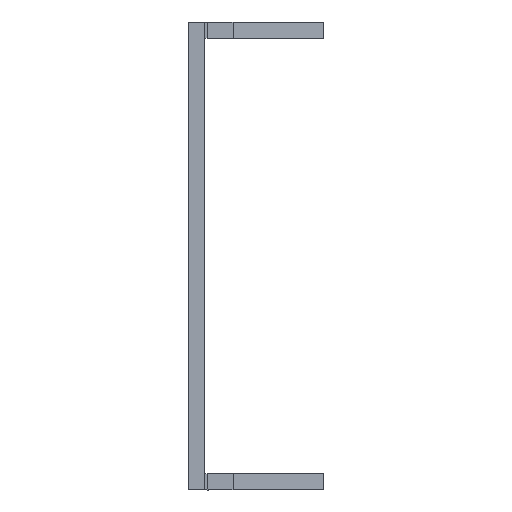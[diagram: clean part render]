
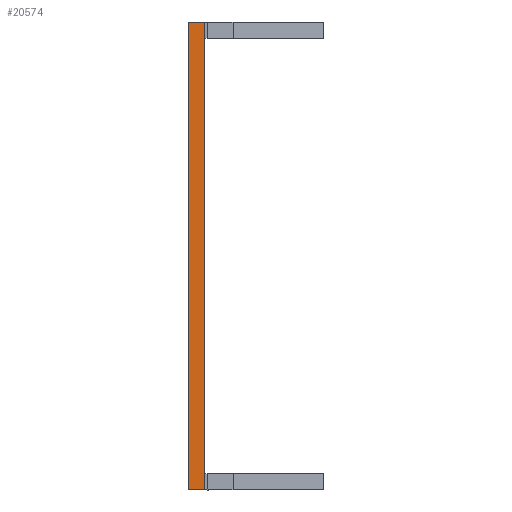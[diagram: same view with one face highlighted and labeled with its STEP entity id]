
A CAD part, left-side view. The second image highlights one B-rep face of the part: STEP entity #20574.
In plain terms, the highlighted planar face has unit normal (-1, 0, 0).
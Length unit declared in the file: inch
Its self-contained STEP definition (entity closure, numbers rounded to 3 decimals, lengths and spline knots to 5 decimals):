
#194 = CARTESIAN_POINT ( 'NONE',  ( -9.5, 0., 0.865 ) ) ;
#3383 = CARTESIAN_POINT ( 'NONE',  ( -9.5, 0., -0.865 ) ) ;
#3766 = CARTESIAN_POINT ( 'NONE',  ( -9.5, 0.06, 0.865 ) ) ;
#4264 = DIRECTION ( 'NONE',  ( 0., 1., 0. ) ) ;
#4931 = PLANE ( 'NONE',  #11771 ) ;
#5953 = VERTEX_POINT ( 'NONE', #3766 ) ;
#6009 = EDGE_CURVE ( 'NONE', #17441, #24340, #8243, .T. ) ;
#6051 = VECTOR ( 'NONE', #9682, 39.37008 ) ;
#6300 = EDGE_CURVE ( 'NONE', #24340, #5953, #24718, .T. ) ;
#6770 = LINE ( 'NONE', #7497, #6051 ) ;
#7185 = DIRECTION ( 'NONE',  ( -1., 0., 0. ) ) ;
#7497 = CARTESIAN_POINT ( 'NONE',  ( -9.5, 0., 0.865 ) ) ;
#8243 = LINE ( 'NONE', #17320, #17858 ) ;
#9682 = DIRECTION ( 'NONE',  ( 0., 0., 1. ) ) ;
#10202 = EDGE_CURVE ( 'NONE', #10747, #5953, #20697, .T. ) ;
#10276 = ORIENTED_EDGE ( 'NONE', *, *, #25266, .T. ) ;
#10690 = ORIENTED_EDGE ( 'NONE', *, *, #10202, .T. ) ;
#10709 = CARTESIAN_POINT ( 'NONE',  ( -9.5, -38.1572, 0.865 ) ) ;
#10747 = VERTEX_POINT ( 'NONE', #194 ) ;
#11771 = AXIS2_PLACEMENT_3D ( 'NONE', #13702, #7185, #22533 ) ;
#12152 = FACE_OUTER_BOUND ( 'NONE', #17796, .T. ) ;
#12270 = ORIENTED_EDGE ( 'NONE', *, *, #6300, .F. ) ;
#13037 = VECTOR ( 'NONE', #23463, 39.37008 ) ;
#13702 = CARTESIAN_POINT ( 'NONE',  ( -9.5, -38.1572, 0.865 ) ) ;
#17320 = CARTESIAN_POINT ( 'NONE',  ( -9.5, -38.1572, -0.865 ) ) ;
#17441 = VERTEX_POINT ( 'NONE', #3383 ) ;
#17452 = CARTESIAN_POINT ( 'NONE',  ( -9.5, 0.06, -0.865 ) ) ;
#17796 = EDGE_LOOP ( 'NONE', ( #12270, #19157, #10276, #10690 ) ) ;
#17858 = VECTOR ( 'NONE', #23967, 39.37008 ) ;
#19157 = ORIENTED_EDGE ( 'NONE', *, *, #6009, .F. ) ;
#20574 = ADVANCED_FACE ( 'NONE', ( #12152 ), #4931, .T. ) ;
#20697 = LINE ( 'NONE', #10709, #25851 ) ;
#22533 = DIRECTION ( 'NONE',  ( 0., 0., 1. ) ) ;
#23463 = DIRECTION ( 'NONE',  ( 0., 0., 1. ) ) ;
#23967 = DIRECTION ( 'NONE',  ( 0., 1., 0. ) ) ;
#24340 = VERTEX_POINT ( 'NONE', #17452 ) ;
#24718 = LINE ( 'NONE', #27770, #13037 ) ;
#25266 = EDGE_CURVE ( 'NONE', #17441, #10747, #6770, .T. ) ;
#25851 = VECTOR ( 'NONE', #4264, 39.37008 ) ;
#27770 = CARTESIAN_POINT ( 'NONE',  ( -9.5, 0.06, 0.865 ) ) ;
